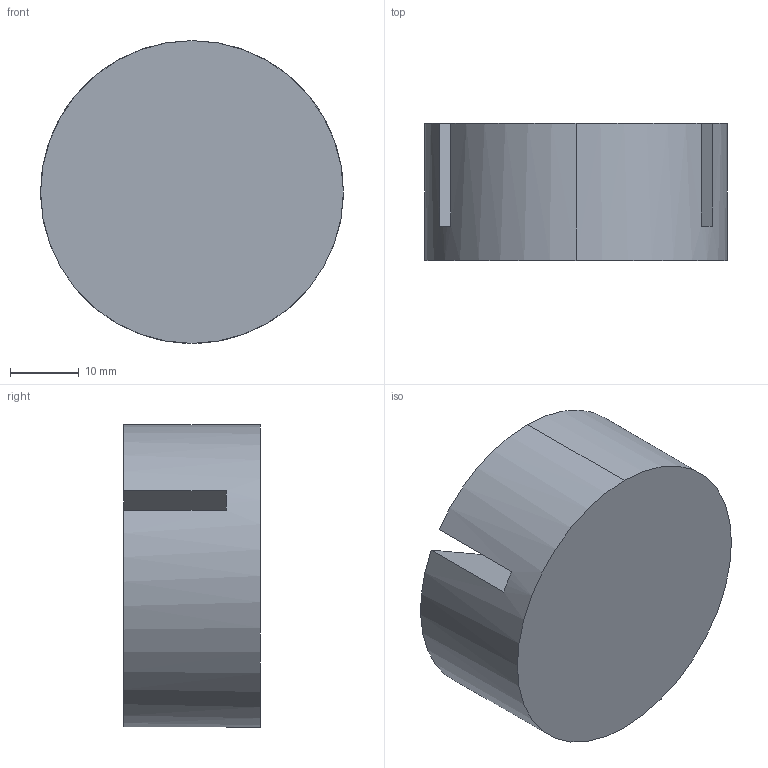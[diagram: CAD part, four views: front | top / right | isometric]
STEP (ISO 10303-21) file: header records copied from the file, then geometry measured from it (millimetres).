
FILE_DESCRIPTION (( 'STEP AP214' ), '1' );
FILE_NAME ('10_LPR_FINJIG.STEP', '2025-07-19T18:25:27', ( '' ), ( '' ), 'SwSTEP 2.0', 'SolidWorks 2024', '' );
FILE_SCHEMA (( 'AUTOMOTIVE_DESIGN' ));
Length unit declared in the file: millimetre
Products named in the file (1): 10_LPR_FINJIG
Bounding box: 44.2 x 20 x 44.2 mm (x, y, z)
Volume: 24645.2 mm3; surface area: 7598.5 mm2
Topology: 1 solids, 1 shells, 28 faces, 72 edges, 48 vertices
Faces by surface type: plane 19, cylinder 5, bspline 4
Entity records: 1011 total; most frequent: CARTESIAN_POINT 313, ORIENTED_EDGE 144, DIRECTION 130, EDGE_CURVE 72, VERTEX_POINT 48, LINE 48, VECTOR 48, AXIS2_PLACEMENT_3D 41
